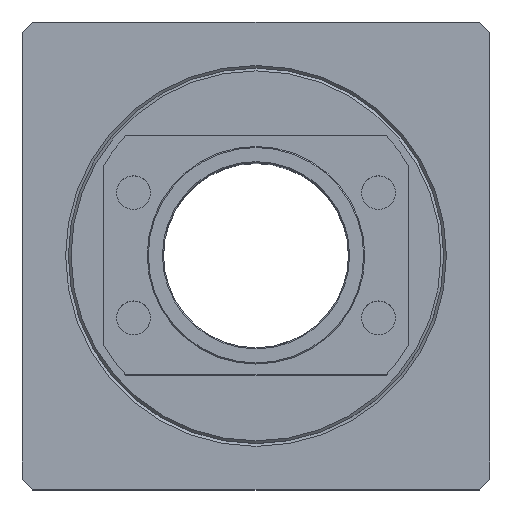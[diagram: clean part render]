
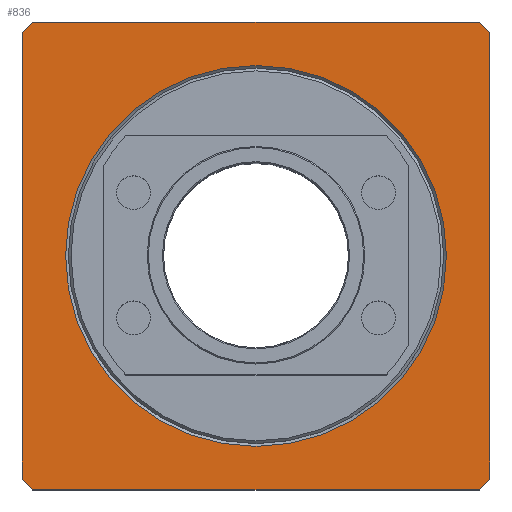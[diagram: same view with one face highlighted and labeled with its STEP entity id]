
A CAD part, top view. The second image highlights one B-rep face of the part: STEP entity #836.
In plain terms, the highlighted planar face has unit normal (0, 0, 1).
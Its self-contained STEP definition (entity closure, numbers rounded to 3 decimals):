
#29=LINE($,#1630,#69);
#30=LINE($,#1632,#70);
#31=LINE($,#1634,#71);
#32=LINE($,#1636,#72);
#33=LINE($,#1638,#73);
#34=LINE($,#1640,#74);
#35=LINE($,#1642,#75);
#36=LINE($,#1643,#76);
#69=VECTOR($,#1116,2.828);
#70=VECTOR($,#1117,82.);
#71=VECTOR($,#1118,2.828);
#72=VECTOR($,#1119,82.);
#73=VECTOR($,#1120,2.828);
#74=VECTOR($,#1121,82.);
#75=VECTOR($,#1122,2.828);
#76=VECTOR($,#1123,82.);
#112=PLANE($,#929);
#180=FACE_BOUND($,#317,.T.);
#220=FACE_OUTER_BOUND($,#316,.T.);
#316=EDGE_LOOP($,(#664,#665,#666,#667,#668,#669,#670,#671));
#317=EDGE_LOOP($,(#672));
#375=CIRCLE($,#928,35.);
#433=VERTEX_POINT($,#1625);
#434=VERTEX_POINT($,#1628);
#435=VERTEX_POINT($,#1629);
#436=VERTEX_POINT($,#1631);
#437=VERTEX_POINT($,#1633);
#438=VERTEX_POINT($,#1635);
#439=VERTEX_POINT($,#1637);
#440=VERTEX_POINT($,#1639);
#441=VERTEX_POINT($,#1641);
#515=EDGE_CURVE($,#433,#433,#375,.T.);
#516=EDGE_CURVE($,#434,#435,#29,.T.);
#517=EDGE_CURVE($,#436,#434,#30,.T.);
#518=EDGE_CURVE($,#437,#436,#31,.T.);
#519=EDGE_CURVE($,#438,#437,#32,.T.);
#520=EDGE_CURVE($,#439,#438,#33,.T.);
#521=EDGE_CURVE($,#440,#439,#34,.T.);
#522=EDGE_CURVE($,#441,#440,#35,.T.);
#523=EDGE_CURVE($,#435,#441,#36,.T.);
#664=ORIENTED_EDGE($,*,*,#516,.F.);
#665=ORIENTED_EDGE($,*,*,#517,.F.);
#666=ORIENTED_EDGE($,*,*,#518,.F.);
#667=ORIENTED_EDGE($,*,*,#519,.F.);
#668=ORIENTED_EDGE($,*,*,#520,.F.);
#669=ORIENTED_EDGE($,*,*,#521,.F.);
#670=ORIENTED_EDGE($,*,*,#522,.F.);
#671=ORIENTED_EDGE($,*,*,#523,.F.);
#672=ORIENTED_EDGE($,*,*,#515,.F.);
#836=ADVANCED_FACE($,(#220,#180),#112,.T.);
#928=AXIS2_PLACEMENT_3D($,#1626,#1112,#1113);
#929=AXIS2_PLACEMENT_3D($,#1627,#1114,#1115);
#1112=DIRECTION('center_axis',(0.,0.,1.));
#1113=DIRECTION('ref_axis',(-1.,0.,0.));
#1114=DIRECTION('center_axis',(0.,0.,1.));
#1115=DIRECTION('ref_axis',(1.,0.,0.));
#1116=DIRECTION($,(-0.707,0.707,0.));
#1117=DIRECTION($,(-1.,0.,0.));
#1118=DIRECTION($,(-0.707,-0.707,0.));
#1119=DIRECTION($,(0.,-1.,0.));
#1120=DIRECTION($,(0.707,-0.707,0.));
#1121=DIRECTION($,(1.,0.,0.));
#1122=DIRECTION($,(0.707,0.707,0.));
#1123=DIRECTION($,(0.,1.,0.));
#1625=CARTESIAN_POINT('',(35.,0.,12.));
#1626=CARTESIAN_POINT('Origin',(0.,0.,12.));
#1627=CARTESIAN_POINT('Origin',(0.,0.,12.));
#1628=CARTESIAN_POINT('',(-41.,-43.,12.));
#1629=CARTESIAN_POINT('',(-43.,-41.,12.));
#1630=CARTESIAN_POINT($,(-42.,-42.,12.));
#1631=CARTESIAN_POINT('',(41.,-43.,12.));
#1632=CARTESIAN_POINT($,(43.,-43.,12.));
#1633=CARTESIAN_POINT('',(43.,-41.,12.));
#1634=CARTESIAN_POINT($,(42.,-42.,12.));
#1635=CARTESIAN_POINT('',(43.,41.,12.));
#1636=CARTESIAN_POINT($,(43.,43.,12.));
#1637=CARTESIAN_POINT('',(41.,43.,12.));
#1638=CARTESIAN_POINT($,(42.,42.,12.));
#1639=CARTESIAN_POINT('',(-41.,43.,12.));
#1640=CARTESIAN_POINT($,(-43.,43.,12.));
#1641=CARTESIAN_POINT('',(-43.,41.,12.));
#1642=CARTESIAN_POINT($,(-42.,42.,12.));
#1643=CARTESIAN_POINT($,(-43.,-43.,12.));
